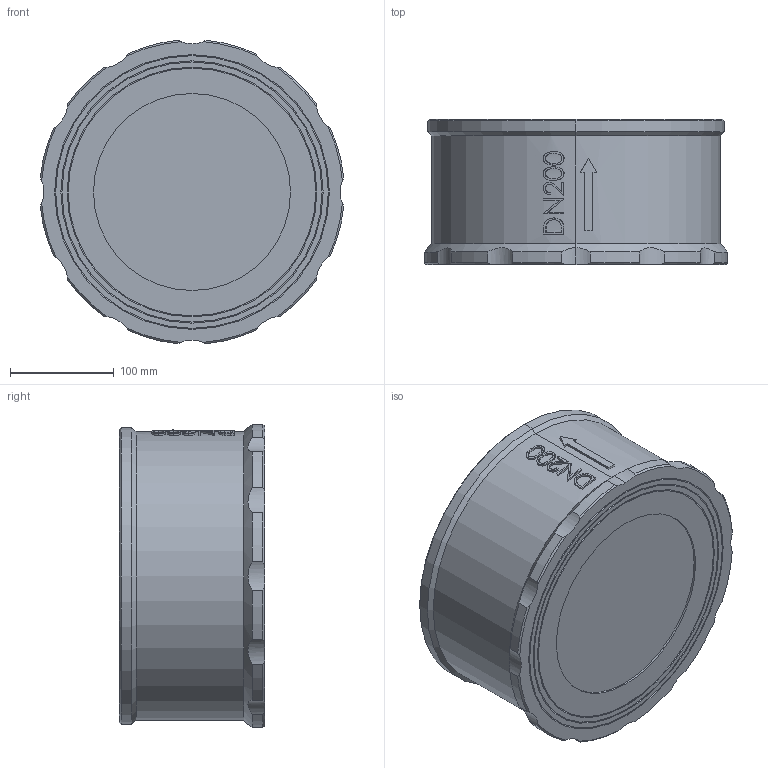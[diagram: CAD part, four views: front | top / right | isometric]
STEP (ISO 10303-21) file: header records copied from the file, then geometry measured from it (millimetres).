
FILE_DESCRIPTION (( 'STEP AP214' ), '1' );
FILE_NAME ('932-200.STEP', '2012-07-03T13:16:39', ( 'rals' ), ( 'Hewlett-Packard Company' ), 'SwSTEP 2.0', 'SolidWorks 2011', '' );
FILE_SCHEMA (( 'AUTOMOTIVE_DESIGN' ));
Length unit declared in the file: millimetre
Products named in the file (1): 932-200
Bounding box: 292.71 x 140 x 292.71 mm (x, y, z)
Volume: 8393295.1 mm3; surface area: 265915 mm2
Topology: 1 solids, 1 shells, 139 faces, 354 edges, 233 vertices
Faces by surface type: cylinder 42, bspline 37, plane 32, cone 18, torus 10
Entity records: 15471 total; most frequent: CARTESIAN_POINT 12374, ORIENTED_EDGE 708, DIRECTION 521, EDGE_CURVE 354, VERTEX_POINT 233, AXIS2_PLACEMENT_3D 220, B_SPLINE_CURVE_WITH_KNOTS 156, EDGE_LOOP 155
